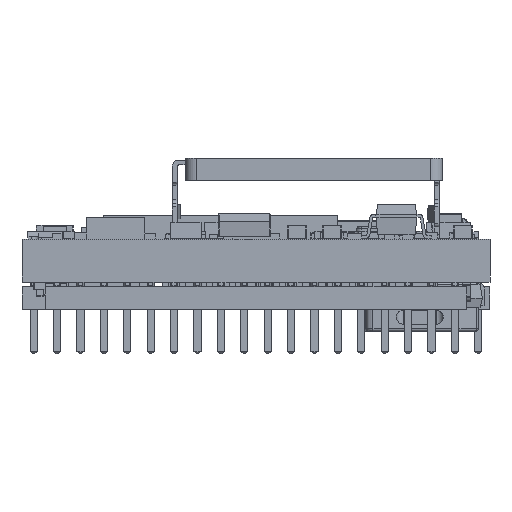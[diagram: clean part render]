
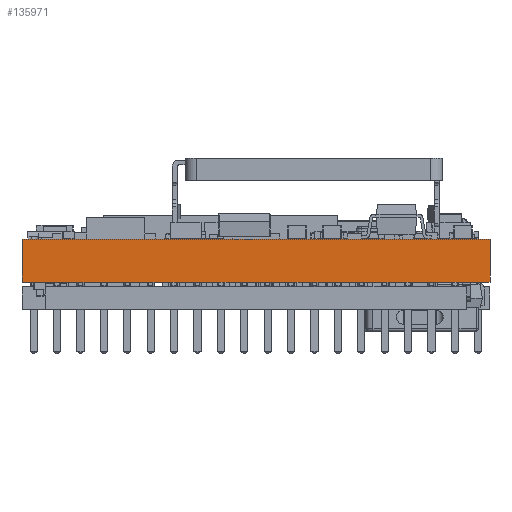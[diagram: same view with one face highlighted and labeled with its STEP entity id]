
A CAD part, left-side view. The second image highlights one B-rep face of the part: STEP entity #135971.
In plain terms, the highlighted planar face has unit normal (-1, 0, 0).
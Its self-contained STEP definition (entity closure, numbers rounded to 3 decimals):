
#13283=FACE_OUTER_BOUND('',#21116,.T.);
#21116=EDGE_LOOP('',(#114637,#114638,#114639,#114640));
#21846=LINE('',#180930,#36545);
#23813=LINE('',#185328,#38512);
#35347=LINE('',#221193,#50046);
#35348=LINE('',#221194,#50047);
#36545=VECTOR('',#146735,1.);
#38512=VECTOR('',#150062,1.);
#50046=VECTOR('',#178010,1.);
#50047=VECTOR('',#178011,1.);
#51226=VERTEX_POINT('',#180928);
#51227=VERTEX_POINT('',#180929);
#52977=VERTEX_POINT('',#185326);
#52978=VERTEX_POINT('',#185327);
#62673=EDGE_CURVE('',#51226,#51227,#21846,.T.);
#64865=EDGE_CURVE('',#52977,#52978,#23813,.T.);
#79409=EDGE_CURVE('',#51226,#52977,#35347,.T.);
#79410=EDGE_CURVE('',#51227,#52978,#35348,.T.);
#114637=ORIENTED_EDGE('',*,*,#79409,.T.);
#114638=ORIENTED_EDGE('',*,*,#64865,.T.);
#114639=ORIENTED_EDGE('',*,*,#79410,.F.);
#114640=ORIENTED_EDGE('',*,*,#62673,.F.);
#122177=PLANE('',#145590);
#135971=ADVANCED_FACE('',(#13283),#122177,.T.);
#145590=AXIS2_PLACEMENT_3D('',#221192,#178008,#178009);
#146735=DIRECTION('',(0.,1.,0.));
#150062=DIRECTION('',(0.,1.,0.));
#178008=DIRECTION('center_axis',(-1.,0.,0.));
#178009=DIRECTION('ref_axis',(0.,1.,0.));
#178010=DIRECTION('',(0.,0.,1.));
#178011=DIRECTION('',(0.,0.,1.));
#180928=CARTESIAN_POINT('',(0.,0.,-1.834));
#180929=CARTESIAN_POINT('',(0.,20.,-1.834));
#180930=CARTESIAN_POINT('',(0.,0.,-1.834));
#185326=CARTESIAN_POINT('',(0.,0.,0.));
#185327=CARTESIAN_POINT('',(0.,20.,0.));
#185328=CARTESIAN_POINT('',(0.,0.,0.));
#221192=CARTESIAN_POINT('Origin',(0.,0.,-1.834));
#221193=CARTESIAN_POINT('',(0.,0.,-1.834));
#221194=CARTESIAN_POINT('',(0.,20.,-1.834));
